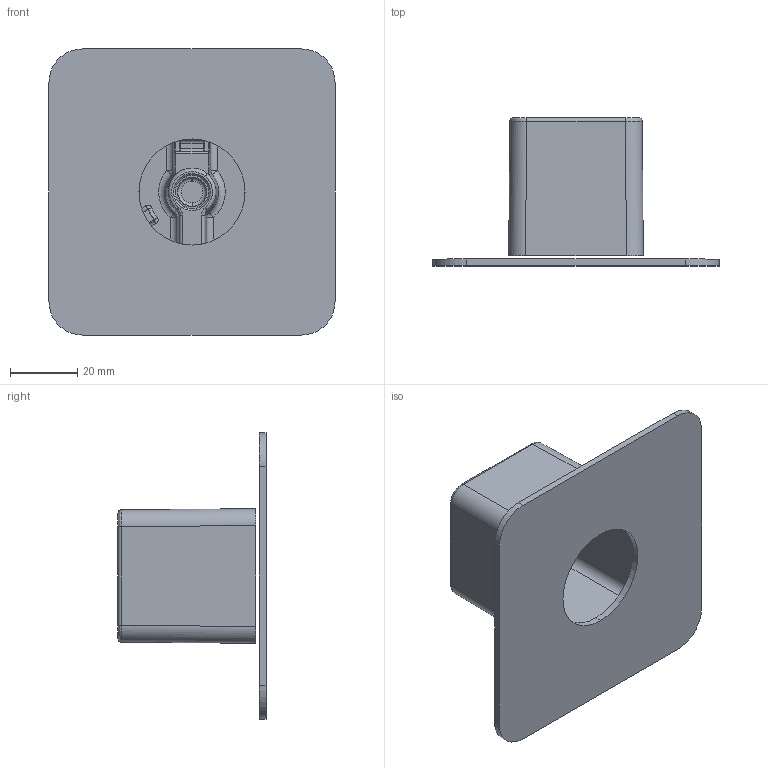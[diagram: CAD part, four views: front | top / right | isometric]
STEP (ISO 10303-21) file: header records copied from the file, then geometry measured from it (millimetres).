
FILE_DESCRIPTION(('CATIA V5 STEP Exchange'),'2;1');
FILE_NAME('CU00331.stp','2018-02-08T13:09:31+00:00',('none'),('none'),'Version 5-6 Release 2013','CATIA V5 STEP AP203','none');
FILE_SCHEMA(('CONFIG_CONTROL_DESIGN'));
Length unit declared in the file: millimetre
Products named in the file (1): Product3_AllCATPart
Bounding box: 85 x 44 x 85 mm (x, y, z)
Volume: 33727.8 mm3; surface area: 30094.2 mm2
Topology: 2 solids, 3 shells, 207 faces, 481 edges, 281 vertices
Faces by surface type: cylinder 82, bspline 52, plane 39, torus 19, sphere 8, cone 7
Entity records: 10710 total; most frequent: CARTESIAN_POINT 6675, ORIENTED_EDGE 958, DIRECTION 584, EDGE_CURVE 481, VERTEX_POINT 281, AXIS2_PLACEMENT_3D 262, EDGE_LOOP 214, ADVANCED_FACE 207
